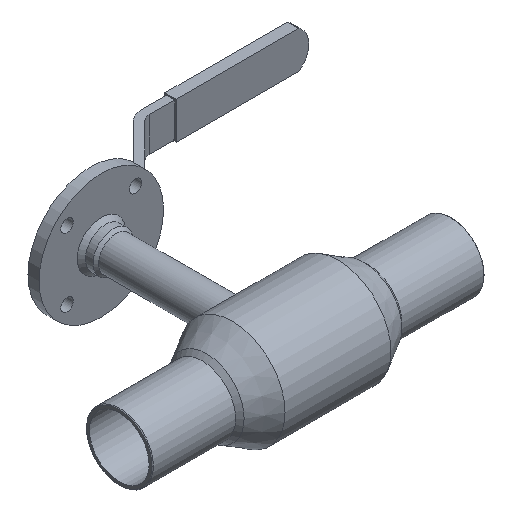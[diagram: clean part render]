
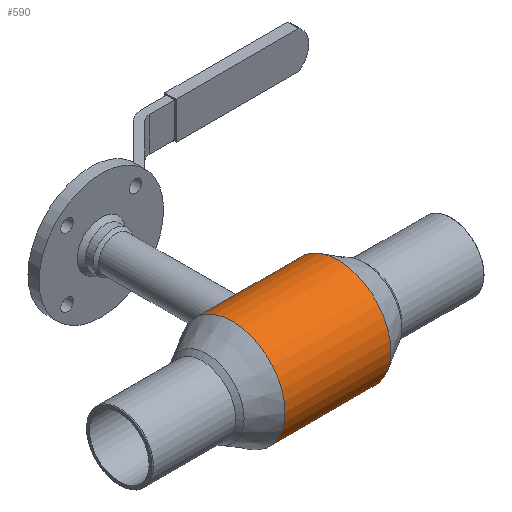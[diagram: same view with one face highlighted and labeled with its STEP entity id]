
A CAD part, isometric view. The second image highlights one B-rep face of the part: STEP entity #590.
In plain terms, the highlighted cylindrical face has radius 38.05 mm (diameter 76.1 mm), a full revolution.
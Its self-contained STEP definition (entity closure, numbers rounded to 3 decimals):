
#538=CARTESIAN_POINT('',(0.,0.0,0.0));
#539=DIRECTION('',(-1.0,0.0,0.0));
#540=DIRECTION('',(0.0,-1.0,0.0));
#541=AXIS2_PLACEMENT_3D('',#538,#539,#540);
#542=CYLINDRICAL_SURFACE('',#541,38.05);
#543=CARTESIAN_POINT('',(-38.227,-38.05,0.0));
#544=VERTEX_POINT('',#543);
#545=CARTESIAN_POINT('',(-38.227,0.0,0.0));
#546=DIRECTION('',(-1.0,0.0,0.0));
#547=DIRECTION('',(0.0,-1.0,0.0));
#548=AXIS2_PLACEMENT_3D('',#545,#546,#547);
#549=CIRCLE('',#548,38.05);
#550=EDGE_CURVE('',#544,#544,#549,.T.);
#551=ORIENTED_EDGE('',*,*,#550,.F.);
#552=EDGE_LOOP('',(#551));
#553=FACE_OUTER_BOUND('',#552,.T.);
#554=CARTESIAN_POINT('',(38.227,-38.05,0.0));
#555=VERTEX_POINT('',#554);
#556=CARTESIAN_POINT('',(38.227,0.0,0.0));
#557=DIRECTION('',(-1.0,0.0,0.0));
#558=DIRECTION('',(0.0,-1.0,0.0));
#559=AXIS2_PLACEMENT_3D('',#556,#557,#558);
#560=CIRCLE('',#559,38.05);
#561=EDGE_CURVE('',#555,#555,#560,.T.);
#562=ORIENTED_EDGE('',*,*,#561,.T.);
#563=EDGE_LOOP('',(#562));
#564=FACE_BOUND('',#563,.T.);
#565=CARTESIAN_POINT('',(0.,34.842,15.292));
#566=VERTEX_POINT('',#565);
#567=CARTESIAN_POINT('',(0.,34.84,15.294));
#568=CARTESIAN_POINT('',(2.579,34.84,15.295));
#569=CARTESIAN_POINT('',(7.738,35.342,14.212));
#570=CARTESIAN_POINT('',(13.764,36.885,9.893));
#571=CARTESIAN_POINT('',(17.232,38.096,3.589));
#572=CARTESIAN_POINT('',(17.23,38.099,-3.59));
#573=CARTESIAN_POINT('',(13.767,36.883,-9.891));
#574=CARTESIAN_POINT('',(8.401,35.517,-13.73));
#575=CARTESIAN_POINT('',(2.619,34.818,-15.35));
#576=CARTESIAN_POINT('',(-2.619,34.816,-15.349));
#577=CARTESIAN_POINT('',(-9.227,35.62,-13.503));
#578=CARTESIAN_POINT('',(-14.344,37.089,-9.251));
#579=CARTESIAN_POINT('',(-17.23,38.096,-2.787));
#580=CARTESIAN_POINT('',(-17.232,38.097,3.587));
#581=CARTESIAN_POINT('',(-13.764,36.885,9.894));
#582=CARTESIAN_POINT('',(-7.738,35.342,14.211));
#583=CARTESIAN_POINT('',(-2.579,34.84,15.294));
#584=CARTESIAN_POINT('',(0.,34.84,15.294));
#585=B_SPLINE_CURVE_WITH_KNOTS('',3,(#567,#568,#569,#570,#571,#572,#573,#574,#575,#576,#577,#578,#579,#580,#581,#582,#583,#584),.UNSPECIFIED.,.T.,.U.,(4,1,1,1,1,1,1,1,1,1,1,1,1,1,1,4),(-10.78,-10.01,-9.24,-8.47,-7.7,-6.93,-6.16,-5.647,-5.134,-4.62,-3.593,-3.08,-2.31,-1.54,-0.77,0.0),.UNSPECIFIED.);
#586=EDGE_CURVE('',#566,#566,#585,.T.);
#587=ORIENTED_EDGE('',*,*,#586,.F.);
#588=EDGE_LOOP('',(#587));
#589=FACE_BOUND('',#588,.T.);
#590=ADVANCED_FACE('',(#553,#564,#589),#542,.T.);
